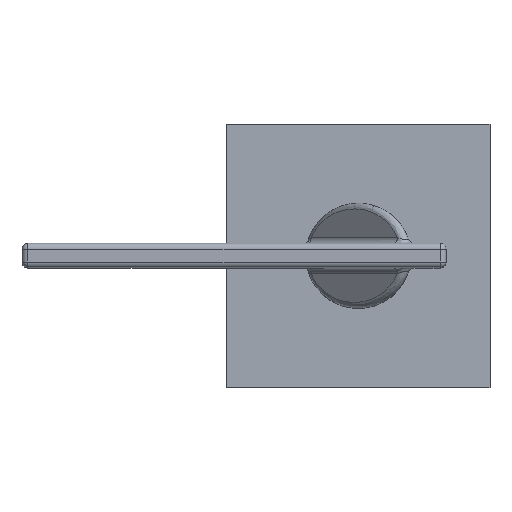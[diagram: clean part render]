
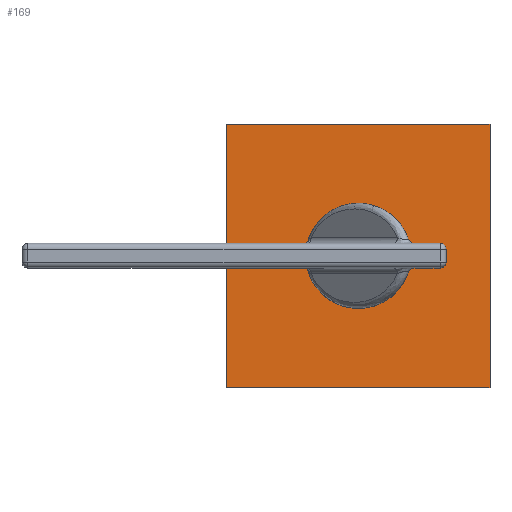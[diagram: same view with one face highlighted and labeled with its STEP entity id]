
A CAD part, top view. The second image highlights one B-rep face of the part: STEP entity #169.
In plain terms, the highlighted planar face has unit normal (0, 0, 1).
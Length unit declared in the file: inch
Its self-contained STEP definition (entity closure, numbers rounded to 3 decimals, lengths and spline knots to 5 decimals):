
#18=DIRECTION('',(0.,-1.,0.));
#19=VECTOR('',#18,1.772);
#20=CARTESIAN_POINT('',(-0.886,0.886,0.118));
#21=LINE('',#20,#19);
#22=DIRECTION('',(-1.,0.,0.));
#23=VECTOR('',#22,1.772);
#24=CARTESIAN_POINT('',(0.886,0.886,0.118));
#25=LINE('',#24,#23);
#26=DIRECTION('',(0.,1.,0.));
#27=VECTOR('',#26,1.772);
#28=CARTESIAN_POINT('',(0.886,-0.886,0.118));
#29=LINE('',#28,#27);
#30=DIRECTION('',(1.,0.,0.));
#31=VECTOR('',#30,1.772);
#32=CARTESIAN_POINT('',(-0.886,-0.886,0.118));
#33=LINE('',#32,#31);
#114=CARTESIAN_POINT('',(-0.886,0.886,0.118));
#115=CARTESIAN_POINT('',(-0.886,-0.886,0.118));
#116=VERTEX_POINT('',#114);
#117=VERTEX_POINT('',#115);
#118=CARTESIAN_POINT('',(0.886,-0.886,0.118));
#119=VERTEX_POINT('',#118);
#120=CARTESIAN_POINT('',(0.886,0.886,0.118));
#121=VERTEX_POINT('',#120);
#154=CARTESIAN_POINT('',(0.,0.,0.118));
#155=DIRECTION('',(0.,0.,1.));
#156=DIRECTION('',(1.,0.,0.));
#157=AXIS2_PLACEMENT_3D('',#154,#155,#156);
#158=PLANE('',#157);
#160=ORIENTED_EDGE('',*,*,#159,.F.);
#162=ORIENTED_EDGE('',*,*,#161,.F.);
#164=ORIENTED_EDGE('',*,*,#163,.F.);
#166=ORIENTED_EDGE('',*,*,#165,.F.);
#167=EDGE_LOOP('',(#160,#162,#164,#166));
#168=FACE_OUTER_BOUND('',#167,.F.);
#169=ADVANCED_FACE('',(#168),#158,.T.);
#159=EDGE_CURVE('',#116,#117,#21,.T.);
#161=EDGE_CURVE('',#121,#116,#25,.T.);
#163=EDGE_CURVE('',#119,#121,#29,.T.);
#165=EDGE_CURVE('',#117,#119,#33,.T.);
